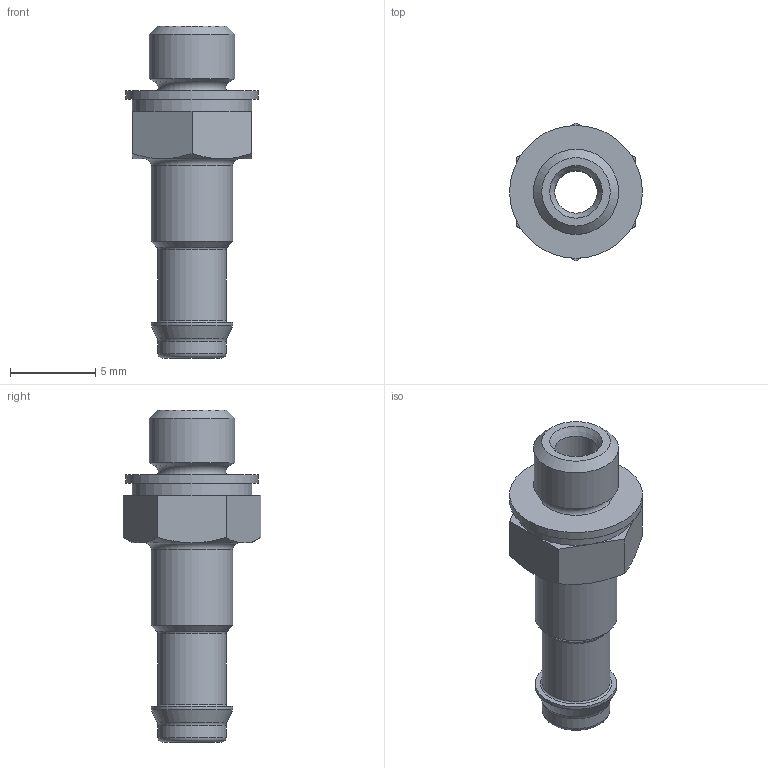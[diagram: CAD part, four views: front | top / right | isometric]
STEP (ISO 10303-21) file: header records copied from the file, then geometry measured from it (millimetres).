
FILE_DESCRIPTION(/* description */ ('STEP AP214'),/* implementation_level */ '2;1');
FILE_NAME(/* name */ '13968_CRCN-M5-PK-4',/* time_stamp */ '2024-08-08T14:37:06+02:00',/* author */ ('License CC BY-ND 4.0'),/* organization */ ('CADENAS'),/* preprocessor_version */ 'ST-DEVELOPER v19.3',/* originating_system */ 'PARTsolutions',/* authorisation */ ' ');
FILE_SCHEMA (('AUTOMOTIVE_DESIGN {1 0 10303 214 3 1 1}'));
Length unit declared in the file: millimetre
Products named in the file (1): 13968 CRCN-M5-PK-4
Bounding box: 7.8 x 8.08 x 19.5 mm (x, y, z)
Volume: 320.5 mm3; surface area: 565.7 mm2
Topology: 1 solids, 1 shells, 46 faces, 91 edges, 51 vertices
Faces by surface type: plane 18, cone 12, cylinder 9, torus 7
Full cylindrical faces by diameter (mm): 2.5 x1, 4 x2, 4.3 x1, 4.8 x2, 5 x1, 7 x1, 7.8 x1
Entity records: 1098 total; most frequent: CARTESIAN_POINT 203, DIRECTION 190, ORIENTED_EDGE 138, AXIS2_PLACEMENT_3D 86, EDGE_LOOP 74, FACE_BOUND 74, EDGE_CURVE 69, VERTEX_POINT 51
